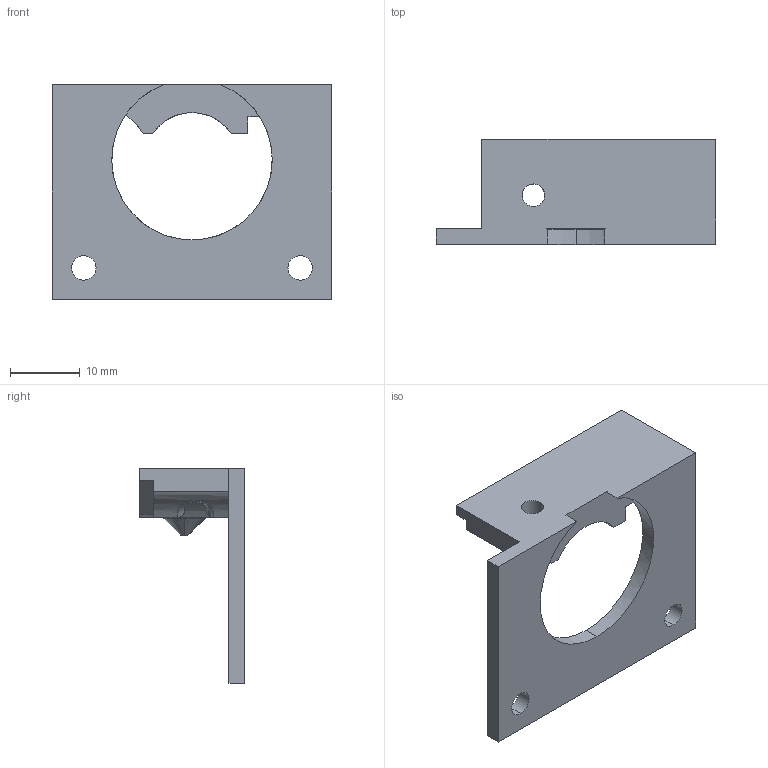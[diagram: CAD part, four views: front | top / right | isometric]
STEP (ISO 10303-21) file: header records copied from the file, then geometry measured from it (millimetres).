
FILE_DESCRIPTION (( 'STEP AP203' ), '1' );
FILE_NAME ('Spring Holder DD Extruder.STEP', '2013-06-24T14:44:45', ( 'LVG' ), ( 'MouseComputer PC' ), 'SwSTEP 2.0', 'SolidWorks 2013', '' );
FILE_SCHEMA (( 'CONFIG_CONTROL_DESIGN' ));
Length unit declared in the file: millimetre
Products named in the file (1): Spring Holder DD Extruder
Bounding box: 40 x 15 x 30.75 mm (x, y, z)
Volume: 3889.3 mm3; surface area: 3368.4 mm2
Topology: 1 solids, 1 shells, 35 faces, 101 edges, 66 vertices
Faces by surface type: plane 17, cylinder 12, cone 2, torus 2, bspline 2
Entity records: 1558 total; most frequent: CARTESIAN_POINT 549, ORIENTED_EDGE 202, DIRECTION 187, EDGE_CURVE 101, AXIS2_PLACEMENT_3D 66, VERTEX_POINT 66, LINE 55, VECTOR 55
